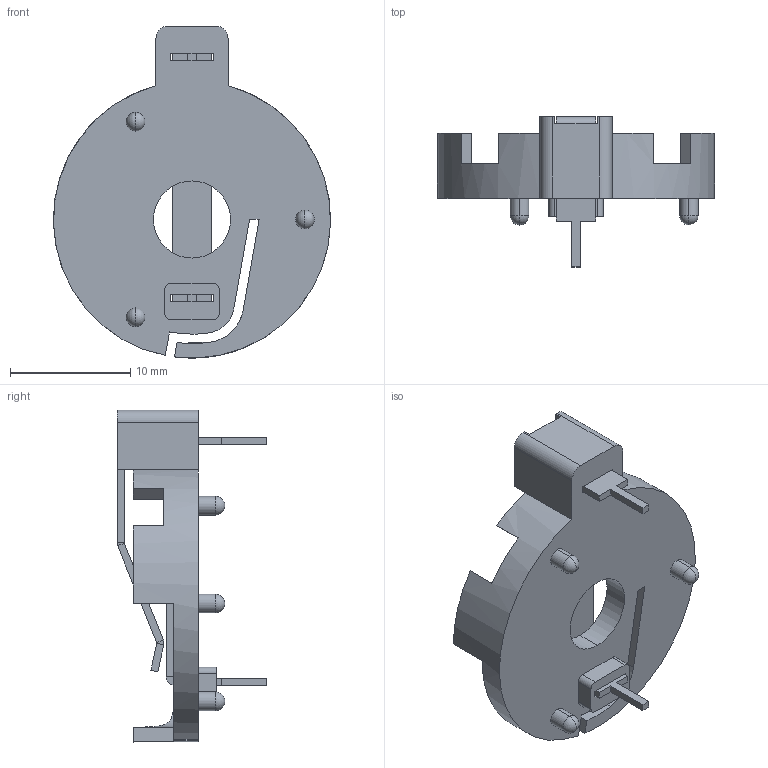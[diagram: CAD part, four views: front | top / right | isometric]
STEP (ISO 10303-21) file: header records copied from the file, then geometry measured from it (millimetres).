
FILE_DESCRIPTION (( 'STEP AP214' ), '1' );
FILE_NAME ('BS-3.STEP', '2019-10-16T10:53:45', ( '' ), ( '' ), 'SwSTEP 2.0', 'SolidWorks 2017', '' );
FILE_SCHEMA (( 'AUTOMOTIVE_DESIGN' ));
Length unit declared in the file: millimetre
Products named in the file (1): BS-3
Bounding box: 23 x 12.45 x 27.56 mm (x, y, z)
Volume: 1134.3 mm3; surface area: 1853.7 mm2
Topology: 3 solids, 3 shells, 131 faces, 336 edges, 208 vertices
Faces by surface type: plane 87, cylinder 36, sphere 6, cone 2
Entity records: 3920 total; most frequent: CARTESIAN_POINT 687, DIRECTION 676, ORIENTED_EDGE 648, EDGE_CURVE 324, LINE 230, VECTOR 230, AXIS2_PLACEMENT_3D 223, VERTEX_POINT 202
